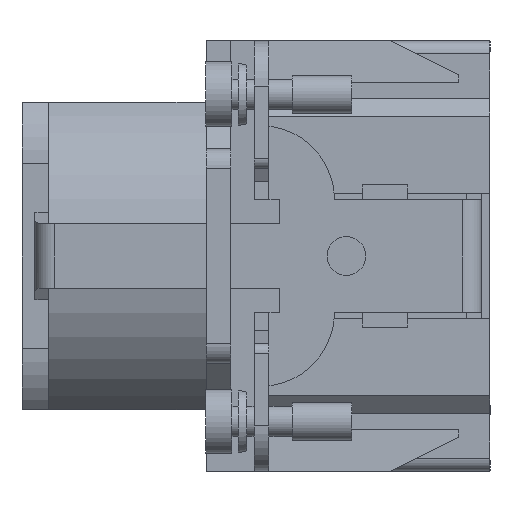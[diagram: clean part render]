
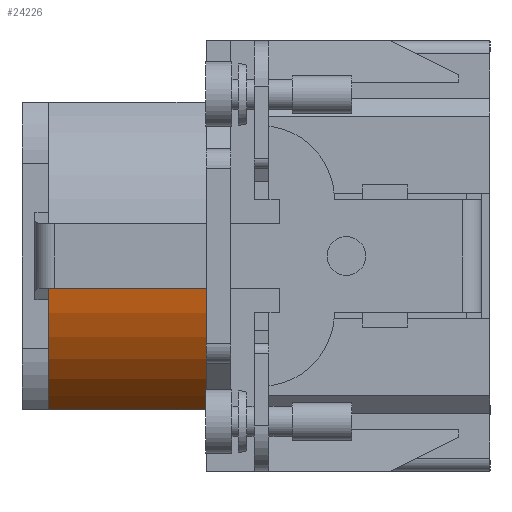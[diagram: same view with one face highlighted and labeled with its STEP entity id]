
A CAD part, left-side view. The second image highlights one B-rep face of the part: STEP entity #24226.
In plain terms, the highlighted cylindrical face has radius 13.662 mm (diameter 27.325 mm), a partial arc.
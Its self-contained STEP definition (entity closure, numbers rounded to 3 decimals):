
#96 = DIRECTION ( 'NONE',  ( 0., 1., 0. ) ) ;
#97 = CARTESIAN_POINT ( 'NONE',  ( -45.432, 35.95, -2.5 ) ) ;
#98 = DIRECTION ( 'NONE',  ( 0., 0., 1. ) ) ;
#99 = DIRECTION ( 'NONE',  ( 0., 1., 0. ) ) ;
#100 = CARTESIAN_POINT ( 'NONE',  ( -32., 21.65, 0. ) ) ;
#101 = DIRECTION ( 'NONE',  ( 0., 0., 1. ) ) ;
#102 = DIRECTION ( 'NONE',  ( 0., 1., 0. ) ) ;
#103 = CARTESIAN_POINT ( 'NONE',  ( -32., 33.89, 0. ) ) ;
#104 = DIRECTION ( 'NONE',  ( 0., -1., 0. ) ) ;
#105 = CARTESIAN_POINT ( 'NONE',  ( -38.603, 35.95, -11.961 ) ) ;
#1575 = CARTESIAN_POINT ( 'NONE',  ( -38.603, 33.89, -11.961 ) ) ;
#1576 = CARTESIAN_POINT ( 'NONE',  ( -45.432, 33.89, -2.5 ) ) ;
#1577 = CARTESIAN_POINT ( 'NONE',  ( -38.603, 21.65, -11.961 ) ) ;
#1580 = CARTESIAN_POINT ( 'NONE',  ( -45.432, 21.65, -2.5 ) ) ;
#9023 = EDGE_CURVE ( 'NONE', #12412, #12414, #15560, .T. ) ;
#9024 = EDGE_CURVE ( 'NONE', #12412, #12413, #23891, .T. ) ;
#9025 = EDGE_CURVE ( 'NONE', #12414, #12417, #23914, .T. ) ;
#9026 = EDGE_CURVE ( 'NONE', #12417, #12413, #15561, .T. ) ;
#12194 = EDGE_LOOP ( 'NONE', ( #15531, #15529, #15530, #15528 ) ) ;
#12412 = VERTEX_POINT ( 'NONE', #1575 ) ;
#12413 = VERTEX_POINT ( 'NONE', #1576 ) ;
#12414 = VERTEX_POINT ( 'NONE', #1577 ) ;
#12417 = VERTEX_POINT ( 'NONE', #1580 ) ;
#13038 = DIRECTION ( 'NONE',  ( 0., 0., -1. ) ) ;
#13827 = CARTESIAN_POINT ( 'NONE',  ( -32., 35.95, 0. ) ) ;
#13828 = DIRECTION ( 'NONE',  ( 0., -1., 0. ) ) ;
#15528 = ORIENTED_EDGE ( 'NONE', *, *, #9026, .T. ) ;
#15529 = ORIENTED_EDGE ( 'NONE', *, *, #9023, .T. ) ;
#15530 = ORIENTED_EDGE ( 'NONE', *, *, #9025, .T. ) ;
#15531 = ORIENTED_EDGE ( 'NONE', *, *, #9024, .F. ) ;
#15560 = LINE ( 'NONE', #105, #23911 ) ;
#15561 = LINE ( 'NONE', #97, #23907 ) ;
#23891 = CIRCLE ( 'NONE', #23904, 13.662 ) ;
#23904 = AXIS2_PLACEMENT_3D ( 'NONE', #103, #102, #101 ) ;
#23905 = AXIS2_PLACEMENT_3D ( 'NONE', #100, #99, #98 ) ;
#23907 = VECTOR ( 'NONE', #96, 1000. ) ;
#23911 = VECTOR ( 'NONE', #104, 1000. ) ;
#23914 = CIRCLE ( 'NONE', #23905, 13.662 ) ;
#24226 = ADVANCED_FACE ( 'NONE', ( #25539 ), #25540, .T. ) ;
#25539 = FACE_OUTER_BOUND ( 'NONE', #12194, .T. ) ;
#25540 = CYLINDRICAL_SURFACE ( 'NONE', #29094, 13.662 ) ;
#29094 = AXIS2_PLACEMENT_3D ( 'NONE', #13827, #13828, #13038 ) ;
